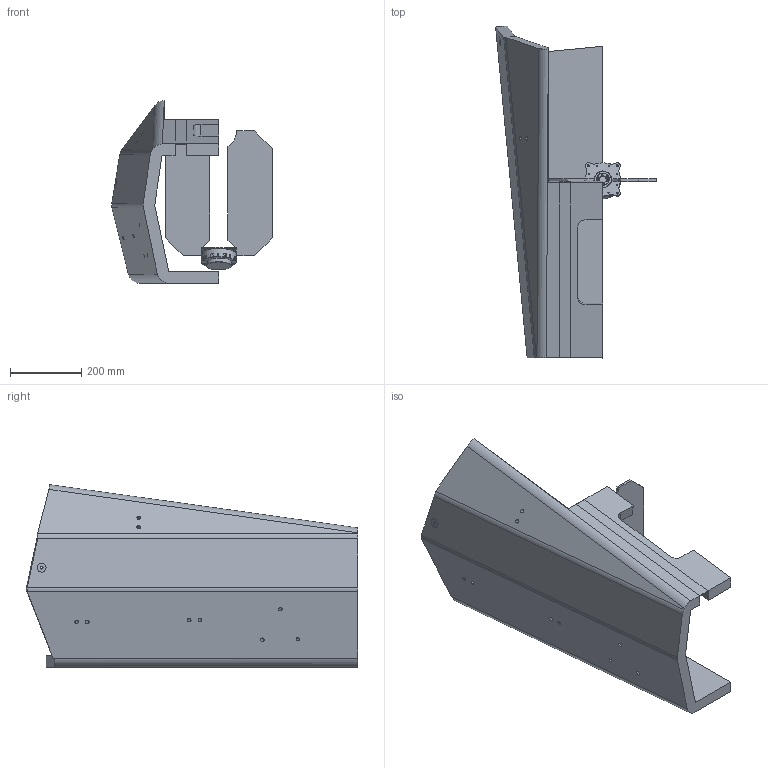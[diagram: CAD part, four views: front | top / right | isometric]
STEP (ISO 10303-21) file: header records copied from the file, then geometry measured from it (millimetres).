
FILE_DESCRIPTION(/* description */ ('STEP AP214'),/* implementation_level */ '2;1');
FILE_NAME(/* name */ 'Fitment v1.step',/* time_stamp */ '2024-11-15T08:46:13+11:00',/* author */ (''),/* organization */ (''),/* preprocessor_version */ 'ST-DEVELOPER v20',/* originating_system */ 'Autodesk Translation Framework v13.20.0.188',/* authorisation */ '');
FILE_SCHEMA (('AUTOMOTIVE_DESIGN { 1 0 10303 214 3 1 1 }'));
Products named in the file (4): Footwell; AK80-9; Motor_Shaft_Flange v1; Motor_Base_Plate_Top v1
Assembly tree (3 placements, depth 3):
  Footwell
    AK80-9
      Motor_Shaft_Flange v1
    Motor_Base_Plate_Top v1
Bounding box: 450.45 x 930.24 x 511.94 mm (x, y, z)
Volume: 20747139.8 mm3; surface area: 1638140.2 mm2
Topology: 9 solids, 9 shells, 801 faces, 2136 edges, 1399 vertices
Faces by surface type: cylinder 556, plane 140, cone 54, bspline 51
Full cylindrical faces by diameter (mm): 2.529 x31, 3 x31, 3.086 x41, 3.5 x19, 3.529 x24, 4.086 x18, 5 x4, 8 x1, 10 x13, 20 x1, 25 x1, 30 x1, 36 x1, 36.5 x1, 48 x1, 48.5 x1, 71 x1, 98 x1
Entity records: 50469 total; most frequent: CARTESIAN_POINT 32112, ORIENTED_EDGE 4272, DIRECTION 2995, EDGE_CURVE 2136, VERTEX_POINT 1399, AXIS2_PLACEMENT_3D 1127, B_SPLINE_CURVE_WITH_KNOTS 1025, EDGE_LOOP 907
